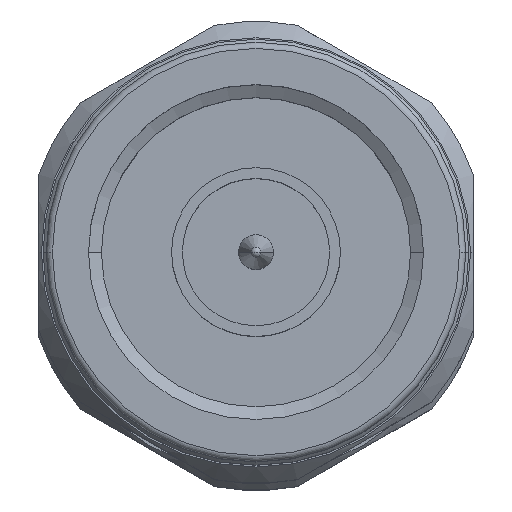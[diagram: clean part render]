
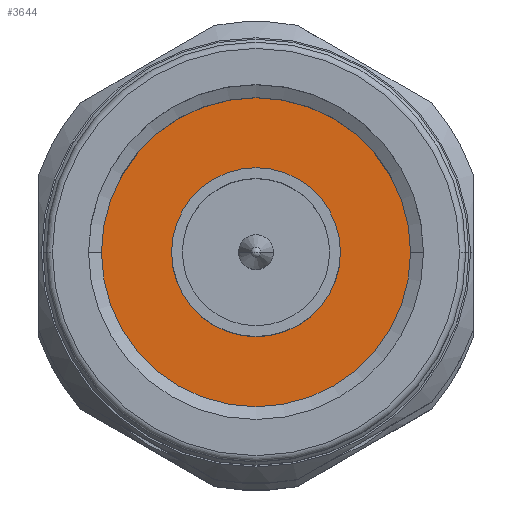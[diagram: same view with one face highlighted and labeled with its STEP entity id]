
A CAD part, top view. The second image highlights one B-rep face of the part: STEP entity #3644.
In plain terms, the highlighted face is planar.
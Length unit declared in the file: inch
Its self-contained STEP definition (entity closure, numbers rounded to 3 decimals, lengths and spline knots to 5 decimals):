
#62 = AXIS2_PLACEMENT_3D ( 'NONE', #4347, #6298, #1888 ) ;
#187 = DIRECTION ( 'NONE',  ( 1., 0., 0. ) ) ;
#741 = CARTESIAN_POINT ( 'NONE',  ( 0.35943, 0., 0. ) ) ;
#832 = DIRECTION ( 'NONE',  ( 1., 0., 0. ) ) ;
#956 = VERTEX_POINT ( 'NONE', #975 ) ;
#975 = CARTESIAN_POINT ( 'NONE',  ( 0.35943, 0., 0.34395 ) ) ;
#1267 = DIRECTION ( 'NONE',  ( 1., 0., 0. ) ) ;
#1307 = CARTESIAN_POINT ( 'NONE',  ( 0.35943, 0.34395, 0. ) ) ;
#1412 = CARTESIAN_POINT ( 'NONE',  ( 0.35943, 0., -0.15748 ) ) ;
#1674 = FACE_OUTER_BOUND ( 'NONE', #3942, .T. ) ;
#1684 = CIRCLE ( 'NONE', #2499, 0.34395 ) ;
#1734 = PLANE ( 'NONE',  #5179 ) ;
#1855 = AXIS2_PLACEMENT_3D ( 'NONE', #5793, #832, #2837 ) ;
#1888 = DIRECTION ( 'NONE',  ( 0., 0., -1. ) ) ;
#2382 = CARTESIAN_POINT ( 'NONE',  ( 0.35943, 0., 0.15748 ) ) ;
#2499 = AXIS2_PLACEMENT_3D ( 'NONE', #3272, #4929, #2940 ) ;
#2525 = EDGE_CURVE ( 'NONE', #4061, #2752, #3827, .T. ) ;
#2752 = VERTEX_POINT ( 'NONE', #1412 ) ;
#2837 = DIRECTION ( 'NONE',  ( 0., 0., -1. ) ) ;
#2940 = DIRECTION ( 'NONE',  ( 0., 0., -1. ) ) ;
#3092 = ORIENTED_EDGE ( 'NONE', *, *, #2525, .T. ) ;
#3241 = DIRECTION ( 'NONE',  ( 0., 0., -1. ) ) ;
#3272 = CARTESIAN_POINT ( 'NONE',  ( 0.35943, 0., 0. ) ) ;
#3492 = CIRCLE ( 'NONE', #1855, 0.15748 ) ;
#3644 = ADVANCED_FACE ( 'NONE', ( #1674, #4194 ), #1734, .F. ) ;
#3752 = EDGE_LOOP ( 'NONE', ( #4258, #3092 ) ) ;
#3827 = CIRCLE ( 'NONE', #62, 0.15748 ) ;
#3942 = EDGE_LOOP ( 'NONE', ( #4702, #5656 ) ) ;
#4061 = VERTEX_POINT ( 'NONE', #2382 ) ;
#4194 = FACE_BOUND ( 'NONE', #3752, .T. ) ;
#4258 = ORIENTED_EDGE ( 'NONE', *, *, #5743, .T. ) ;
#4274 = CIRCLE ( 'NONE', #5606, 0.34395 ) ;
#4347 = CARTESIAN_POINT ( 'NONE',  ( 0.35943, 0., 0. ) ) ;
#4702 = ORIENTED_EDGE ( 'NONE', *, *, #6363, .F. ) ;
#4929 = DIRECTION ( 'NONE',  ( 1., 0., 0. ) ) ;
#4967 = CARTESIAN_POINT ( 'NONE',  ( 0.35943, 0., -0.34395 ) ) ;
#5179 = AXIS2_PLACEMENT_3D ( 'NONE', #1307, #187, #5649 ) ;
#5199 = VERTEX_POINT ( 'NONE', #4967 ) ;
#5606 = AXIS2_PLACEMENT_3D ( 'NONE', #741, #1267, #3241 ) ;
#5649 = DIRECTION ( 'NONE',  ( 0., 0., -1. ) ) ;
#5656 = ORIENTED_EDGE ( 'NONE', *, *, #6355, .F. ) ;
#5743 = EDGE_CURVE ( 'NONE', #2752, #4061, #3492, .T. ) ;
#5793 = CARTESIAN_POINT ( 'NONE',  ( 0.35943, 0., 0. ) ) ;
#6298 = DIRECTION ( 'NONE',  ( 1., 0., 0. ) ) ;
#6355 = EDGE_CURVE ( 'NONE', #956, #5199, #4274, .T. ) ;
#6363 = EDGE_CURVE ( 'NONE', #5199, #956, #1684, .T. ) ;
